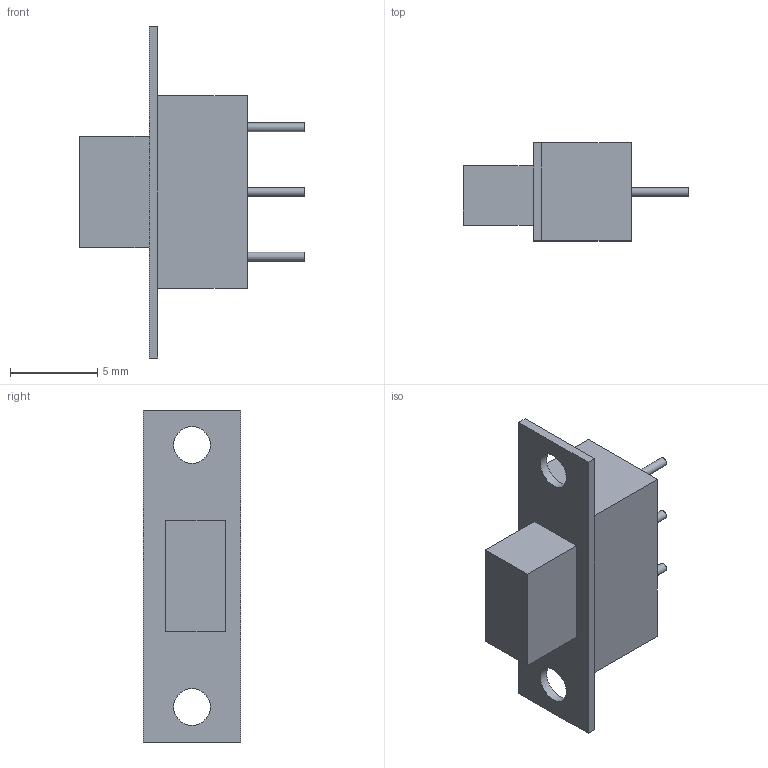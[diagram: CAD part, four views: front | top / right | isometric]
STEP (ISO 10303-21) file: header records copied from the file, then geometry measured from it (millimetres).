
FILE_DESCRIPTION(('FreeCAD Model'),'2;1');
FILE_NAME('MFS121D.step', '2016-08-07T17:07:43',('Author'),(''), 'Open CASCADE STEP processor 6.8','FreeCAD','Unknown');
FILE_SCHEMA(('AUTOMOTIVE_DESIGN_CC2 { 1 2 10303 214 -1 1 5 4 }'));
Length unit declared in the file: millimetre
Products named in the file (1): Mounts
Bounding box: 12.9 x 5.6 x 19 mm (x, y, z)
Volume: 452.9 mm3; surface area: 493.4 mm2
Topology: 1 solids, 1 shells, 25 faces, 53 edges, 34 vertices
Faces by surface type: plane 20, cylinder 5
Full cylindrical faces by diameter (mm): 0.5 x3, 2.1 x2
Entity records: 1404 total; most frequent: CARTESIAN_POINT 261, DIRECTION 214, LINE 139, VECTOR 139, ORIENTED_EDGE 106, PCURVE 106, DEFINITIONAL_REPRESENTATION 106, EDGE_CURVE 53
